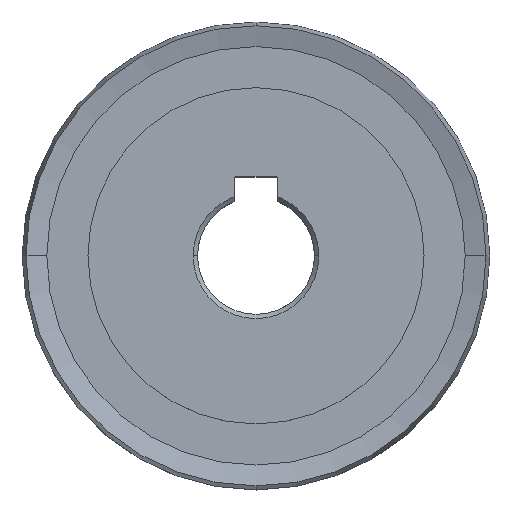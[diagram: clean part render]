
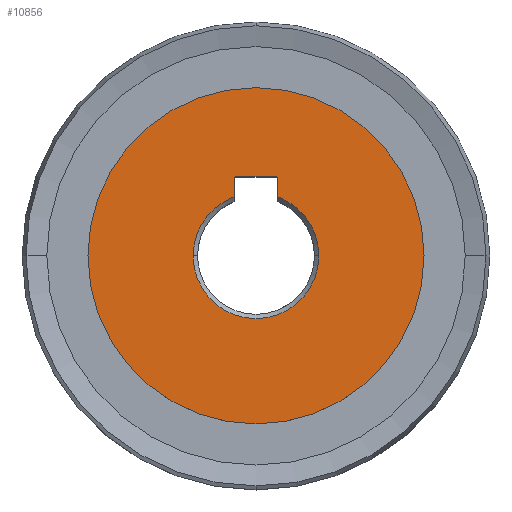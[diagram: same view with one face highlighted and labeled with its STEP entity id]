
A CAD part, top view. The second image highlights one B-rep face of the part: STEP entity #10856.
In plain terms, the highlighted planar face has unit normal (0, 0, 1).
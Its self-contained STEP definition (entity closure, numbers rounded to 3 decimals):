
#171 = LINE ( 'NONE', #4788, #9188 ) ;
#386 = ORIENTED_EDGE ( 'NONE', *, *, #1828, .F. ) ;
#454 = VERTEX_POINT ( 'NONE', #1748 ) ;
#520 = FACE_BOUND ( 'NONE', #7276, .T. ) ;
#588 = AXIS2_PLACEMENT_3D ( 'NONE', #10412, #5202, #11300 ) ;
#919 = CARTESIAN_POINT ( 'NONE',  ( -1.5, 5.3, 0. ) ) ;
#1043 = VECTOR ( 'NONE', #7996, 1000. ) ;
#1114 = EDGE_CURVE ( 'NONE', #7124, #1808, #7444, .T. ) ;
#1581 = ORIENTED_EDGE ( 'NONE', *, *, #5874, .F. ) ;
#1640 = EDGE_CURVE ( 'NONE', #3861, #7403, #2075, .T. ) ;
#1748 = CARTESIAN_POINT ( 'NONE',  ( -1.5, 4.03, 0. ) ) ;
#1808 = VERTEX_POINT ( 'NONE', #10849 ) ;
#1828 = EDGE_CURVE ( 'NONE', #5623, #1808, #171, .T. ) ;
#1864 = EDGE_CURVE ( 'NONE', #8710, #5623, #7145, .T. ) ;
#1906 = CARTESIAN_POINT ( 'NONE',  ( 0., 0., 0. ) ) ;
#2073 = ORIENTED_EDGE ( 'NONE', *, *, #9173, .F. ) ;
#2075 = CIRCLE ( 'NONE', #6132, 4.3 ) ;
#2195 = AXIS2_PLACEMENT_3D ( 'NONE', #9566, #10443, #5227 ) ;
#2396 = CARTESIAN_POINT ( 'NONE',  ( 1.4, 5.4, 0. ) ) ;
#2691 = CARTESIAN_POINT ( 'NONE',  ( 1.5, 3.162, 0. ) ) ;
#2770 = DIRECTION ( 'NONE',  ( 1., 0., 0. ) ) ;
#2847 = ORIENTED_EDGE ( 'NONE', *, *, #1640, .T. ) ;
#2929 = VECTOR ( 'NONE', #3366, 1000. ) ;
#3366 = DIRECTION ( 'NONE',  ( 0., -1., 0. ) ) ;
#3777 = ORIENTED_EDGE ( 'NONE', *, *, #6350, .F. ) ;
#3814 = CIRCLE ( 'NONE', #6159, 4.3 ) ;
#3861 = VERTEX_POINT ( 'NONE', #4104 ) ;
#3951 = LINE ( 'NONE', #2691, #1043 ) ;
#4003 = EDGE_CURVE ( 'NONE', #5617, #3861, #6961, .T. ) ;
#4104 = CARTESIAN_POINT ( 'NONE',  ( 4.3, 0., 0. ) ) ;
#4436 = EDGE_CURVE ( 'NONE', #9391, #9652, #8051, .T. ) ;
#4470 = CARTESIAN_POINT ( 'NONE',  ( 0., 0., 0. ) ) ;
#4474 = DIRECTION ( 'NONE',  ( 0., 0., -1. ) ) ;
#4486 = CARTESIAN_POINT ( 'NONE',  ( 1.4, 5.3, 0. ) ) ;
#4718 = CARTESIAN_POINT ( 'NONE',  ( 0., 0., 0. ) ) ;
#4749 = AXIS2_PLACEMENT_3D ( 'NONE', #4486, #10579, #5353 ) ;
#4788 = CARTESIAN_POINT ( 'NONE',  ( 0., 5.4, 0. ) ) ;
#5004 = DIRECTION ( 'NONE',  ( 0., 0., -1. ) ) ;
#5113 = CARTESIAN_POINT ( 'NONE',  ( -1.5, 0., 0. ) ) ;
#5202 = DIRECTION ( 'NONE',  ( 0., 0., -1. ) ) ;
#5227 = DIRECTION ( 'NONE',  ( -1., 0., 0. ) ) ;
#5339 = DIRECTION ( 'NONE',  ( 1., 0., 0. ) ) ;
#5353 = DIRECTION ( 'NONE',  ( 1., 0., 0. ) ) ;
#5592 = DIRECTION ( 'NONE',  ( 1., 0., 0. ) ) ;
#5617 = VERTEX_POINT ( 'NONE', #6779 ) ;
#5623 = VERTEX_POINT ( 'NONE', #2396 ) ;
#5732 = CARTESIAN_POINT ( 'NONE',  ( 1.5, 5.3, 0. ) ) ;
#5874 = EDGE_CURVE ( 'NONE', #9652, #9391, #9626, .T. ) ;
#5956 = ORIENTED_EDGE ( 'NONE', *, *, #4003, .T. ) ;
#6132 = AXIS2_PLACEMENT_3D ( 'NONE', #9674, #4474, #10569 ) ;
#6159 = AXIS2_PLACEMENT_3D ( 'NONE', #4718, #10820, #5592 ) ;
#6260 = CARTESIAN_POINT ( 'NONE',  ( 11.5, 0., 0. ) ) ;
#6350 = EDGE_CURVE ( 'NONE', #7124, #454, #10172, .T. ) ;
#6502 = EDGE_LOOP ( 'NONE', ( #1581, #8428 ) ) ;
#6634 = AXIS2_PLACEMENT_3D ( 'NONE', #1906, #8035, #2770 ) ;
#6779 = CARTESIAN_POINT ( 'NONE',  ( 1.5, 4.03, 0. ) ) ;
#6961 = CIRCLE ( 'NONE', #588, 4.3 ) ;
#7124 = VERTEX_POINT ( 'NONE', #919 ) ;
#7145 = CIRCLE ( 'NONE', #4749, 0.1 ) ;
#7276 = EDGE_LOOP ( 'NONE', ( #386, #10484, #2073, #5956, #2847, #10787, #3777, #8911 ) ) ;
#7403 = VERTEX_POINT ( 'NONE', #9480 ) ;
#7421 = AXIS2_PLACEMENT_3D ( 'NONE', #4470, #10564, #5339 ) ;
#7433 = CARTESIAN_POINT ( 'NONE',  ( -11.5, 0., 0. ) ) ;
#7444 = CIRCLE ( 'NONE', #9139, 0.1 ) ;
#7778 = FACE_OUTER_BOUND ( 'NONE', #6502, .T. ) ;
#7996 = DIRECTION ( 'NONE',  ( 0., 1., 0. ) ) ;
#8035 = DIRECTION ( 'NONE',  ( 0., 0., -1. ) ) ;
#8051 = CIRCLE ( 'NONE', #7421, 11.5 ) ;
#8428 = ORIENTED_EDGE ( 'NONE', *, *, #4436, .F. ) ;
#8710 = VERTEX_POINT ( 'NONE', #5732 ) ;
#8911 = ORIENTED_EDGE ( 'NONE', *, *, #1114, .T. ) ;
#9139 = AXIS2_PLACEMENT_3D ( 'NONE', #10217, #5004, #11108 ) ;
#9173 = EDGE_CURVE ( 'NONE', #5617, #8710, #3951, .T. ) ;
#9188 = VECTOR ( 'NONE', #9952, 1000. ) ;
#9391 = VERTEX_POINT ( 'NONE', #7433 ) ;
#9480 = CARTESIAN_POINT ( 'NONE',  ( -4.3, 0., 0. ) ) ;
#9566 = CARTESIAN_POINT ( 'NONE',  ( 0., 0., 0. ) ) ;
#9626 = CIRCLE ( 'NONE', #6634, 11.5 ) ;
#9652 = VERTEX_POINT ( 'NONE', #6260 ) ;
#9674 = CARTESIAN_POINT ( 'NONE',  ( 0., 0., 0. ) ) ;
#9952 = DIRECTION ( 'NONE',  ( -1., 0., 0. ) ) ;
#10172 = LINE ( 'NONE', #5113, #2929 ) ;
#10217 = CARTESIAN_POINT ( 'NONE',  ( -1.4, 5.3, 0. ) ) ;
#10406 = PLANE ( 'NONE',  #2195 ) ;
#10412 = CARTESIAN_POINT ( 'NONE',  ( 0., 0., 0. ) ) ;
#10443 = DIRECTION ( 'NONE',  ( 0., 0., -1. ) ) ;
#10484 = ORIENTED_EDGE ( 'NONE', *, *, #1864, .F. ) ;
#10499 = EDGE_CURVE ( 'NONE', #7403, #454, #3814, .T. ) ;
#10564 = DIRECTION ( 'NONE',  ( 0., 0., -1. ) ) ;
#10569 = DIRECTION ( 'NONE',  ( 1., 0., 0. ) ) ;
#10579 = DIRECTION ( 'NONE',  ( 0., 0., 1. ) ) ;
#10787 = ORIENTED_EDGE ( 'NONE', *, *, #10499, .T. ) ;
#10820 = DIRECTION ( 'NONE',  ( 0., 0., -1. ) ) ;
#10849 = CARTESIAN_POINT ( 'NONE',  ( -1.4, 5.4, 0. ) ) ;
#10856 = ADVANCED_FACE ( 'NONE', ( #7778, #520 ), #10406, .F. ) ;
#11108 = DIRECTION ( 'NONE',  ( 1., 0., 0. ) ) ;
#11300 = DIRECTION ( 'NONE',  ( 1., 0., 0. ) ) ;
